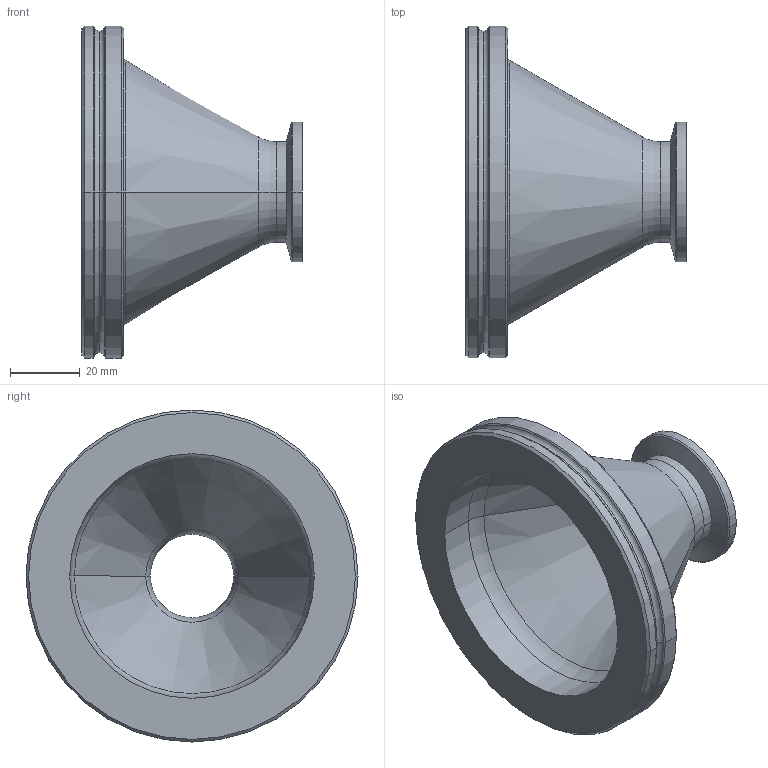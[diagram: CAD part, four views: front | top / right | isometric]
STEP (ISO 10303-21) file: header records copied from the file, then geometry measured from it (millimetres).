
FILE_DESCRIPTION (( 'STEP AP203' ), '1' );
FILE_NAME ('17220701072.STEP', '2022-08-09T01:19:06', ( '' ), ( '' ), 'SwSTEP 2.0', 'SolidWorks 2018', '' );
FILE_SCHEMA (( 'CONFIG_CONTROL_DESIGN' ));
Length unit declared in the file: millimetre
Products named in the file (1): 17220701072
Bounding box: 63 x 95 x 95 mm (x, y, z)
Volume: 56574.7 mm3; surface area: 30883.9 mm2
Topology: 1 solids, 1 shells, 51 faces, 102 edges, 56 vertices
Faces by surface type: cylinder 18, torus 14, cone 14, plane 5
Entity records: 1399 total; most frequent: DIRECTION 276, CARTESIAN_POINT 210, ORIENTED_EDGE 204, AXIS2_PLACEMENT_3D 122, EDGE_CURVE 102, CIRCLE 70, VERTEX_POINT 56, EDGE_LOOP 56
